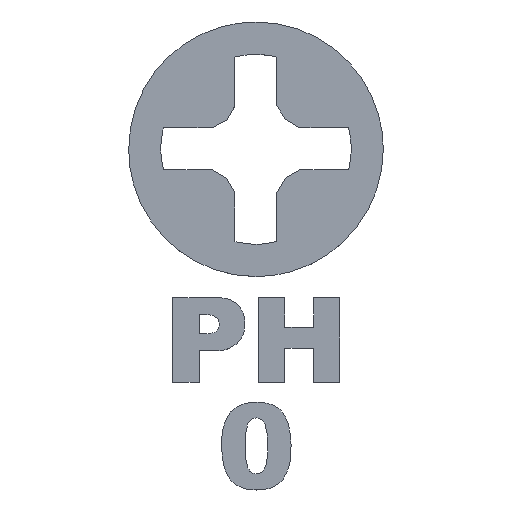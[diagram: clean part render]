
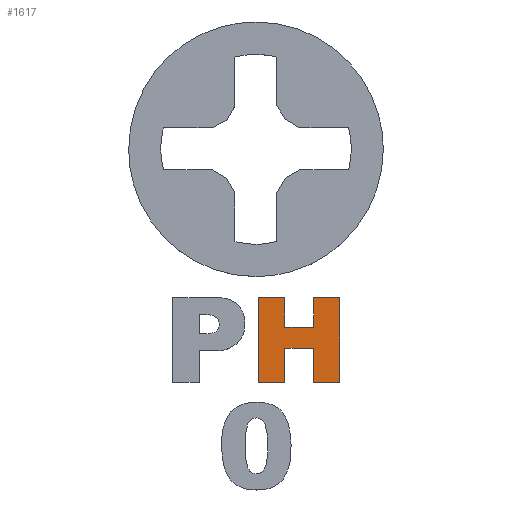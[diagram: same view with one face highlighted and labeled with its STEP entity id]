
A CAD part, top view. The second image highlights one B-rep face of the part: STEP entity #1617.
In plain terms, the highlighted planar face has unit normal (0, 0, 1).
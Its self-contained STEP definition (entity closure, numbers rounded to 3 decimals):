
#237=FACE_OUTER_BOUND('',#329,.T.);
#329=EDGE_LOOP('',(#1465,#1466,#1467,#1468,#1469,#1470,#1471,#1472,#1473,
#1474,#1475,#1476));
#445=LINE('',#2976,#595);
#449=LINE('',#2984,#599);
#452=LINE('',#2990,#602);
#455=LINE('',#2996,#605);
#458=LINE('',#3002,#608);
#461=LINE('',#3008,#611);
#464=LINE('',#3014,#614);
#467=LINE('',#3020,#617);
#470=LINE('',#3026,#620);
#473=LINE('',#3032,#623);
#476=LINE('',#3038,#626);
#479=LINE('',#3043,#629);
#595=VECTOR('',#1858,10.);
#599=VECTOR('',#1864,10.);
#602=VECTOR('',#1869,10.);
#605=VECTOR('',#1874,10.);
#608=VECTOR('',#1879,10.);
#611=VECTOR('',#1884,10.);
#614=VECTOR('',#1889,10.);
#617=VECTOR('',#1894,10.);
#620=VECTOR('',#1899,10.);
#623=VECTOR('',#1904,10.);
#626=VECTOR('',#1909,10.);
#629=VECTOR('',#1914,10.);
#763=VERTEX_POINT('',#2974);
#764=VERTEX_POINT('',#2975);
#767=VERTEX_POINT('',#2983);
#769=VERTEX_POINT('',#2989);
#771=VERTEX_POINT('',#2995);
#773=VERTEX_POINT('',#3001);
#775=VERTEX_POINT('',#3007);
#777=VERTEX_POINT('',#3013);
#779=VERTEX_POINT('',#3019);
#781=VERTEX_POINT('',#3025);
#783=VERTEX_POINT('',#3031);
#785=VERTEX_POINT('',#3037);
#985=EDGE_CURVE('',#763,#764,#445,.T.);
#989=EDGE_CURVE('',#767,#763,#449,.T.);
#992=EDGE_CURVE('',#769,#767,#452,.T.);
#995=EDGE_CURVE('',#771,#769,#455,.T.);
#998=EDGE_CURVE('',#773,#771,#458,.T.);
#1001=EDGE_CURVE('',#775,#773,#461,.T.);
#1004=EDGE_CURVE('',#777,#775,#464,.T.);
#1007=EDGE_CURVE('',#779,#777,#467,.T.);
#1010=EDGE_CURVE('',#781,#779,#470,.T.);
#1013=EDGE_CURVE('',#783,#781,#473,.T.);
#1016=EDGE_CURVE('',#785,#783,#476,.T.);
#1019=EDGE_CURVE('',#764,#785,#479,.T.);
#1465=ORIENTED_EDGE('',*,*,#1019,.F.);
#1466=ORIENTED_EDGE('',*,*,#985,.F.);
#1467=ORIENTED_EDGE('',*,*,#989,.F.);
#1468=ORIENTED_EDGE('',*,*,#992,.F.);
#1469=ORIENTED_EDGE('',*,*,#995,.F.);
#1470=ORIENTED_EDGE('',*,*,#998,.F.);
#1471=ORIENTED_EDGE('',*,*,#1001,.F.);
#1472=ORIENTED_EDGE('',*,*,#1004,.F.);
#1473=ORIENTED_EDGE('',*,*,#1007,.F.);
#1474=ORIENTED_EDGE('',*,*,#1010,.F.);
#1475=ORIENTED_EDGE('',*,*,#1013,.F.);
#1476=ORIENTED_EDGE('',*,*,#1016,.F.);
#1531=PLANE('',#1678);
#1617=ADVANCED_FACE('',(#237),#1531,.T.);
#1678=AXIS2_PLACEMENT_3D('',#3045,#1916,#1917);
#1858=DIRECTION('',(-1.,0.,0.));
#1864=DIRECTION('',(0.,-1.,0.));
#1869=DIRECTION('',(-1.,0.,0.));
#1874=DIRECTION('',(0.,1.,0.));
#1879=DIRECTION('',(-1.,0.,0.));
#1884=DIRECTION('',(0.,-1.,0.));
#1889=DIRECTION('',(1.,0.,0.));
#1894=DIRECTION('',(0.,1.,0.));
#1899=DIRECTION('',(1.,0.,0.));
#1904=DIRECTION('',(0.,-1.,0.));
#1909=DIRECTION('',(1.,0.,0.));
#1914=DIRECTION('',(0.,1.,0.));
#1916=DIRECTION('center_axis',(0.,0.,
1.));
#1917=DIRECTION('ref_axis',(-1.,0.,0.));
#2974=CARTESIAN_POINT('',(71.341,-18.,0.));
#2975=CARTESIAN_POINT('',(70.105,-18.,0.));
#2976=CARTESIAN_POINT('',(71.341,-18.,0.));
#2983=CARTESIAN_POINT('',(71.341,-16.382,0.));
#2984=CARTESIAN_POINT('',(71.341,-16.382,0.));
#2989=CARTESIAN_POINT('',(72.692,-16.382,0.));
#2990=CARTESIAN_POINT('',(72.692,-16.382,0.));
#2995=CARTESIAN_POINT('',(72.692,-18.,0.));
#2996=CARTESIAN_POINT('',(72.692,-18.,0.));
#3001=CARTESIAN_POINT('',(73.933,-18.,0.));
#3002=CARTESIAN_POINT('',(73.933,-18.,0.));
#3007=CARTESIAN_POINT('',(73.933,-14.,0.));
#3008=CARTESIAN_POINT('',(73.933,-14.,0.));
#3013=CARTESIAN_POINT('',(72.692,-14.,0.));
#3014=CARTESIAN_POINT('',(72.692,-14.,0.));
#3019=CARTESIAN_POINT('',(72.692,-15.4,0.));
#3020=CARTESIAN_POINT('',(72.692,-15.4,0.));
#3025=CARTESIAN_POINT('',(71.341,-15.4,0.));
#3026=CARTESIAN_POINT('',(71.341,-15.4,0.));
#3031=CARTESIAN_POINT('',(71.341,-14.,0.));
#3032=CARTESIAN_POINT('',(71.341,-14.,0.));
#3037=CARTESIAN_POINT('',(70.105,-14.,0.));
#3038=CARTESIAN_POINT('',(70.105,-14.,0.));
#3043=CARTESIAN_POINT('',(70.105,-18.,0.));
#3045=CARTESIAN_POINT('Origin',(72.019,-16.,0.));
